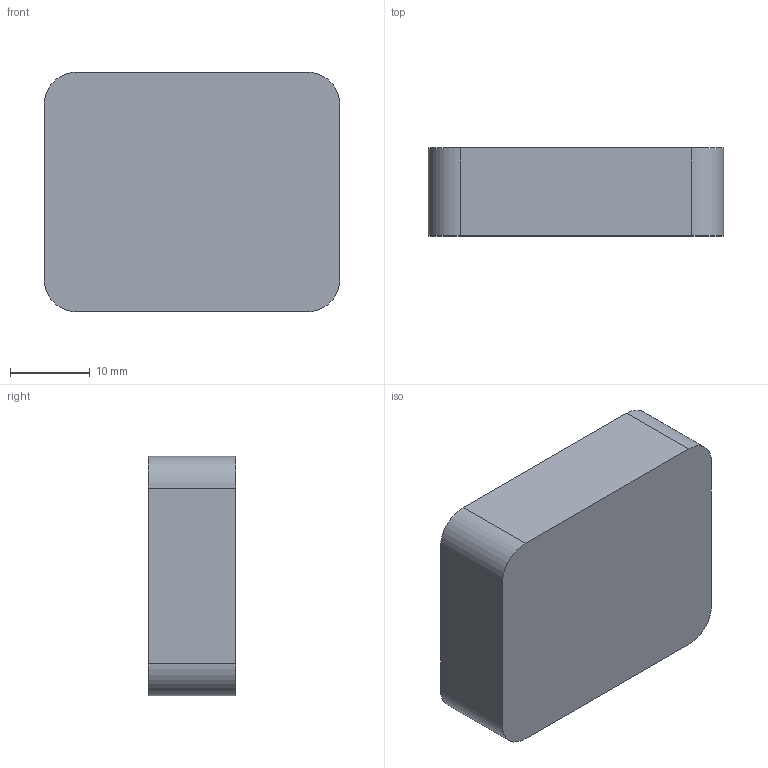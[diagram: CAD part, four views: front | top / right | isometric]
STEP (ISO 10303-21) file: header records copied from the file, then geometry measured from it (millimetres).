
FILE_DESCRIPTION (( 'STEP AP214' ), '1' );
FILE_NAME ('calibration_board.STEP', '2023-08-27T18:21:42', ( '' ), ( '' ), 'SwSTEP 2.0', 'SolidWorks 2022', '' );
FILE_SCHEMA (( 'AUTOMOTIVE_DESIGN' ));
Length unit declared in the file: millimetre
Products named in the file (1): calibration_board
Bounding box: 37 x 11 x 30 mm (x, y, z)
Volume: 4887.7 mm3; surface area: 4849.8 mm2
Topology: 1 solids, 1 shells, 271 faces, 804 edges, 473 vertices
Faces by surface type: cylinder 134, sphere 126, plane 11
Entity records: 7290 total; most frequent: DIRECTION 1490, CARTESIAN_POINT 1171, ORIENTED_EDGE 1104, AXIS2_PLACEMENT_3D 666, EDGE_CURVE 552, CIRCLE 394, VERTEX_POINT 347, EDGE_LOOP 335
